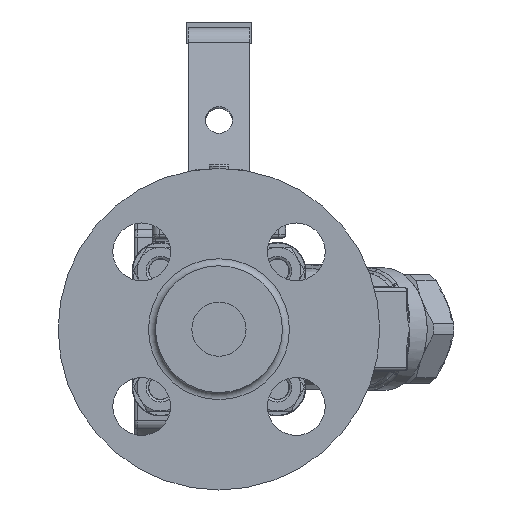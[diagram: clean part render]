
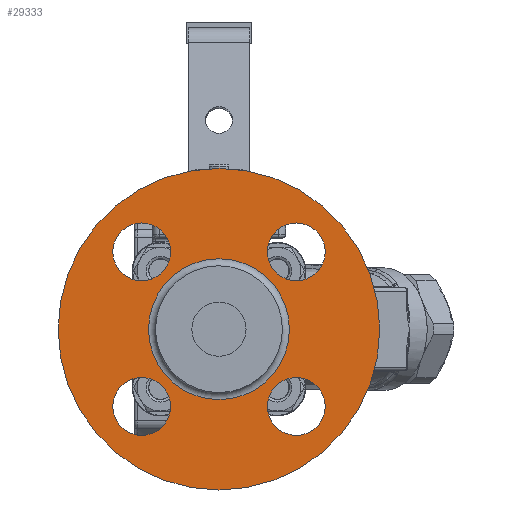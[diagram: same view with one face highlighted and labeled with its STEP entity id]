
A CAD part, left-side view. The second image highlights one B-rep face of the part: STEP entity #29333.
In plain terms, the highlighted planar face has unit normal (-1, 0, 0).
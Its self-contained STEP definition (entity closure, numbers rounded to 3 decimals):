
#6151=FACE_BOUND('',#8179,.T.);
#6152=FACE_BOUND('',#8180,.T.);
#6153=FACE_BOUND('',#8181,.T.);
#6154=FACE_BOUND('',#8182,.T.);
#6155=FACE_BOUND('',#8183,.T.);
#6342=FACE_OUTER_BOUND('',#8178,.T.);
#8178=EDGE_LOOP('',(#19574,#19575));
#8179=EDGE_LOOP('',(#19576,#19577));
#8180=EDGE_LOOP('',(#19578,#19579));
#8181=EDGE_LOOP('',(#19580,#19581));
#8182=EDGE_LOOP('',(#19582,#19583));
#8183=EDGE_LOOP('',(#19584));
#10188=CIRCLE('',#31259,19.486);
#10192=CIRCLE('',#31264,44.5);
#10193=CIRCLE('',#31265,44.5);
#10194=CIRCLE('',#31266,8.);
#10195=CIRCLE('',#31267,8.);
#10196=CIRCLE('',#31268,8.);
#10197=CIRCLE('',#31269,8.);
#10198=CIRCLE('',#31270,8.);
#10199=CIRCLE('',#31271,8.);
#10200=CIRCLE('',#31272,8.);
#10201=CIRCLE('',#31273,8.);
#11965=VERTEX_POINT('',#43766);
#11968=VERTEX_POINT('',#43774);
#11969=VERTEX_POINT('',#43775);
#11970=VERTEX_POINT('',#43778);
#11971=VERTEX_POINT('',#43779);
#11972=VERTEX_POINT('',#43782);
#11973=VERTEX_POINT('',#43783);
#11974=VERTEX_POINT('',#43786);
#11975=VERTEX_POINT('',#43787);
#11976=VERTEX_POINT('',#43790);
#11977=VERTEX_POINT('',#43791);
#14851=EDGE_CURVE('',#11965,#11965,#10188,.T.);
#14855=EDGE_CURVE('',#11968,#11969,#10192,.T.);
#14856=EDGE_CURVE('',#11969,#11968,#10193,.T.);
#14857=EDGE_CURVE('',#11970,#11971,#10194,.T.);
#14858=EDGE_CURVE('',#11971,#11970,#10195,.T.);
#14859=EDGE_CURVE('',#11972,#11973,#10196,.T.);
#14860=EDGE_CURVE('',#11973,#11972,#10197,.T.);
#14861=EDGE_CURVE('',#11974,#11975,#10198,.T.);
#14862=EDGE_CURVE('',#11975,#11974,#10199,.T.);
#14863=EDGE_CURVE('',#11976,#11977,#10200,.T.);
#14864=EDGE_CURVE('',#11977,#11976,#10201,.T.);
#19574=ORIENTED_EDGE('',*,*,#14855,.F.);
#19575=ORIENTED_EDGE('',*,*,#14856,.F.);
#19576=ORIENTED_EDGE('',*,*,#14857,.T.);
#19577=ORIENTED_EDGE('',*,*,#14858,.T.);
#19578=ORIENTED_EDGE('',*,*,#14859,.T.);
#19579=ORIENTED_EDGE('',*,*,#14860,.T.);
#19580=ORIENTED_EDGE('',*,*,#14861,.T.);
#19581=ORIENTED_EDGE('',*,*,#14862,.T.);
#19582=ORIENTED_EDGE('',*,*,#14863,.T.);
#19583=ORIENTED_EDGE('',*,*,#14864,.T.);
#19584=ORIENTED_EDGE('',*,*,#14851,.F.);
#28630=PLANE('',#31263);
#29333=ADVANCED_FACE('',(#6342,#6151,#6152,#6153,#6154,#6155),#28630,.F.);
#31259=AXIS2_PLACEMENT_3D('',#43767,#34992,#34993);
#31263=AXIS2_PLACEMENT_3D('',#43773,#35000,#35001);
#31264=AXIS2_PLACEMENT_3D('',#43776,#35002,#35003);
#31265=AXIS2_PLACEMENT_3D('',#43777,#35004,#35005);
#31266=AXIS2_PLACEMENT_3D('',#43780,#35006,#35007);
#31267=AXIS2_PLACEMENT_3D('',#43781,#35008,#35009);
#31268=AXIS2_PLACEMENT_3D('',#43784,#35010,#35011);
#31269=AXIS2_PLACEMENT_3D('',#43785,#35012,#35013);
#31270=AXIS2_PLACEMENT_3D('',#43788,#35014,#35015);
#31271=AXIS2_PLACEMENT_3D('',#43789,#35016,#35017);
#31272=AXIS2_PLACEMENT_3D('',#43792,#35018,#35019);
#31273=AXIS2_PLACEMENT_3D('',#43793,#35020,#35021);
#34992=DIRECTION('center_axis',(-1.,0.,0.));
#34993=DIRECTION('ref_axis',(0.,-1.,0.));
#35000=DIRECTION('center_axis',(1.,0.,0.));
#35001=DIRECTION('ref_axis',(0.,1.,0.));
#35002=DIRECTION('center_axis',(1.,0.,0.));
#35003=DIRECTION('ref_axis',(0.,1.,0.));
#35004=DIRECTION('center_axis',(1.,0.,0.));
#35005=DIRECTION('ref_axis',(0.,1.,0.));
#35006=DIRECTION('center_axis',(1.,0.,0.));
#35007=DIRECTION('ref_axis',(0.,-1.,0.));
#35008=DIRECTION('center_axis',(1.,0.,0.));
#35009=DIRECTION('ref_axis',(0.,-1.,0.));
#35010=DIRECTION('center_axis',(1.,0.,0.));
#35011=DIRECTION('ref_axis',(0.,0.,-1.));
#35012=DIRECTION('center_axis',(1.,0.,0.));
#35013=DIRECTION('ref_axis',(0.,0.,-1.));
#35014=DIRECTION('center_axis',(1.,0.,0.));
#35015=DIRECTION('ref_axis',(0.,1.,0.));
#35016=DIRECTION('center_axis',(1.,0.,0.));
#35017=DIRECTION('ref_axis',(0.,1.,0.));
#35018=DIRECTION('center_axis',(1.,0.,0.));
#35019=DIRECTION('ref_axis',(0.,0.,
1.));
#35020=DIRECTION('center_axis',(1.,0.,0.));
#35021=DIRECTION('ref_axis',(0.,0.,
1.));
#43766=CARTESIAN_POINT('',(-290.835,48.649,0.25));
#43767=CARTESIAN_POINT('Origin',(-290.835,29.163,0.25));
#43773=CARTESIAN_POINT('Origin',(-290.835,29.163,0.25));
#43774=CARTESIAN_POINT('',(-290.835,73.663,0.25));
#43775=CARTESIAN_POINT('',(-290.835,-15.337,0.25));
#43776=CARTESIAN_POINT('Origin',(-290.835,29.163,0.25));
#43777=CARTESIAN_POINT('Origin',(-290.835,29.163,0.25));
#43778=CARTESIAN_POINT('',(-290.835,-0.227,21.64));
#43779=CARTESIAN_POINT('',(-290.835,15.773,21.64));
#43780=CARTESIAN_POINT('Origin',(-290.835,7.773,21.64));
#43781=CARTESIAN_POINT('Origin',(-290.835,7.773,21.64));
#43782=CARTESIAN_POINT('',(-290.835,7.773,-29.14));
#43783=CARTESIAN_POINT('',(-290.835,7.773,-13.14));
#43784=CARTESIAN_POINT('Origin',(-290.835,7.773,-21.14));
#43785=CARTESIAN_POINT('Origin',(-290.835,7.773,-21.14));
#43786=CARTESIAN_POINT('',(-290.835,58.553,-21.14));
#43787=CARTESIAN_POINT('',(-290.835,42.553,-21.14));
#43788=CARTESIAN_POINT('Origin',(-290.835,50.553,-21.14));
#43789=CARTESIAN_POINT('Origin',(-290.835,50.553,-21.14));
#43790=CARTESIAN_POINT('',(-290.835,50.553,29.64));
#43791=CARTESIAN_POINT('',(-290.835,50.553,13.64));
#43792=CARTESIAN_POINT('Origin',(-290.835,50.553,21.64));
#43793=CARTESIAN_POINT('Origin',(-290.835,50.553,21.64));
